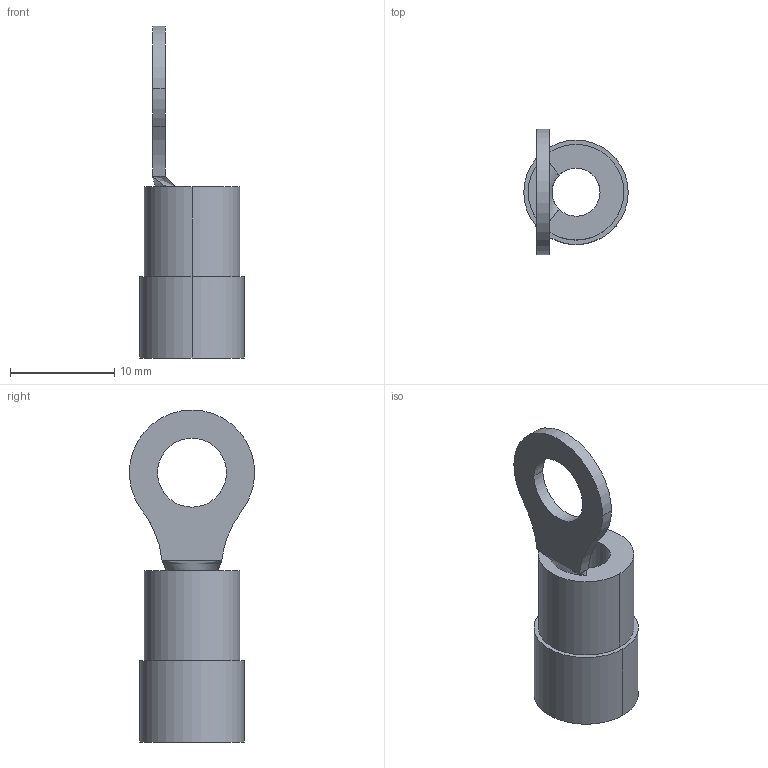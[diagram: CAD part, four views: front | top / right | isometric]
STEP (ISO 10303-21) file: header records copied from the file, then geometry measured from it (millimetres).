
FILE_DESCRIPTION(('HOOPS Exchange Step'),'2;1');
FILE_NAME('export-1F87E541-5E7D-4EDA-BA92-E73B5D2A9412.stp','2025-12-27T18:13:24+01:00',('Engineering'),('Alibre'),'HOOPS Exchange 2025.2','Alibre','Unknown authorisation');
FILE_SCHEMA( ('AP242_MANAGED_MODEL_BASED_3D_ENGINEERING_MIM_LF {1 0 10303 442 1 1 4}') );
Length unit declared in the file: millimetre
Products named in the file (2): 7495-1 Crimp Terminal Red Ring 6mm (10mm2); 7495 Crimp Terminal Red Ring 6mm (10mm2)
Assembly tree (1 placements, depth 2):
  7495 Crimp Terminal Red Ring 6mm (10mm2)
    7495-1 Crimp Terminal Red Ring 6mm (10mm2)
Bounding box: 10 x 12 x 31.79 mm (x, y, z)
Volume: 785.8 mm3; surface area: 1204.5 mm2
Topology: 1 solids, 1 shells, 25 faces, 57 edges, 36 vertices
Faces by surface type: cylinder 13, plane 6, bspline 6
Entity records: 1454 total; most frequent: CARTESIAN_POINT 792, DIRECTION 122, ORIENTED_EDGE 114, EDGE_CURVE 57, AXIS2_PLACEMENT_3D 51, VERTEX_POINT 36, EDGE_LOOP 31, FACE_BOUND 31
